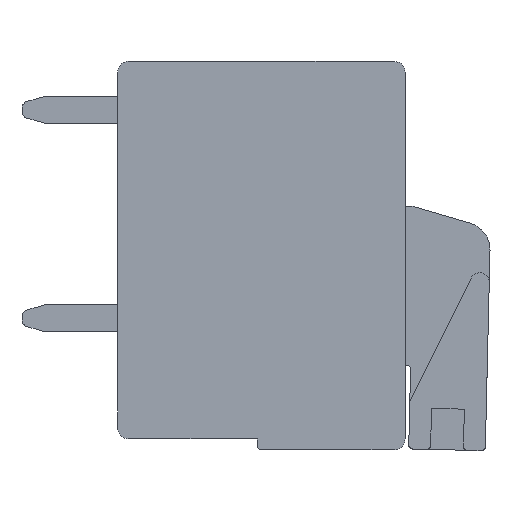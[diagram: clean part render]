
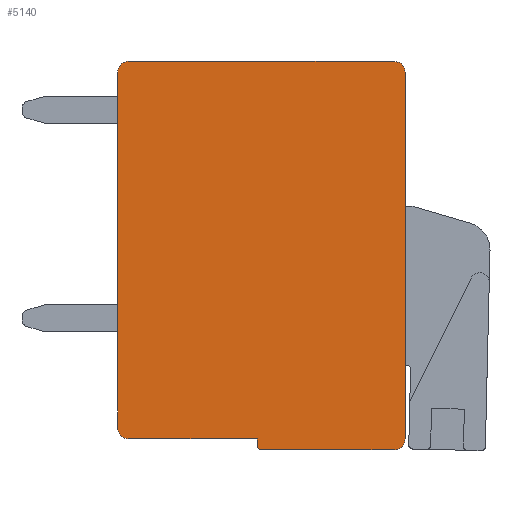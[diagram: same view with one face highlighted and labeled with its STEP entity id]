
A CAD part, front view. The second image highlights one B-rep face of the part: STEP entity #5140.
In plain terms, the highlighted planar face has unit normal (0, -1, 0).
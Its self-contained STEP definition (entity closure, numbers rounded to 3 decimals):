
#1=CARTESIAN_POINT('',(5.25,0.,-14.05));
#2=DIRECTION('',(0.,1.,0.));
#3=DIRECTION('',(0.,0.,-1.));
#4=AXIS2_PLACEMENT_3D('',#1,#2,#3);
#6=DIRECTION('',(0.,0.,1.));
#7=VECTOR('',#6,0.25);
#8=CARTESIAN_POINT('',(5.1,0.,-14.05));
#9=LINE('',#8,#7);
#10=DIRECTION('',(-1.,0.,0.));
#11=VECTOR('',#10,4.7);
#12=CARTESIAN_POINT('',(5.1,0.,-13.8));
#13=LINE('',#12,#11);
#14=CARTESIAN_POINT('',(0.4,0.,-13.4));
#15=DIRECTION('',(0.,1.,0.));
#16=DIRECTION('',(0.,0.,-1.));
#17=AXIS2_PLACEMENT_3D('',#14,#15,#16);
#19=DIRECTION('',(0.,0.,1.));
#20=VECTOR('',#19,13.);
#21=CARTESIAN_POINT('',(0.,0.,-13.4));
#22=LINE('',#21,#20);
#23=CARTESIAN_POINT('',(0.4,0.,-0.4));
#24=DIRECTION('',(0.,1.,0.));
#25=DIRECTION('',(-1.,0.,0.));
#26=AXIS2_PLACEMENT_3D('',#23,#24,#25);
#28=DIRECTION('',(1.,0.,0.));
#29=VECTOR('',#28,9.7);
#30=CARTESIAN_POINT('',(0.4,0.,0.));
#31=LINE('',#30,#29);
#32=CARTESIAN_POINT('',(10.1,0.,-0.4));
#33=DIRECTION('',(0.,1.,0.));
#34=DIRECTION('',(0.,0.,1.));
#35=AXIS2_PLACEMENT_3D('',#32,#33,#34);
#37=DIRECTION('',(0.,0.,-1.));
#38=VECTOR('',#37,13.4);
#39=CARTESIAN_POINT('',(10.5,0.,-0.4));
#40=LINE('',#39,#38);
#41=CARTESIAN_POINT('',(10.1,0.,-13.8));
#42=DIRECTION('',(0.,1.,0.));
#43=DIRECTION('',(1.,0.,0.));
#44=AXIS2_PLACEMENT_3D('',#41,#42,#43);
#46=DIRECTION('',(-1.,0.,0.));
#47=VECTOR('',#46,4.85);
#48=CARTESIAN_POINT('',(10.1,0.,-14.2));
#49=LINE('',#48,#47);
#3899=CARTESIAN_POINT('',(5.25,0.,-14.2));
#3900=CARTESIAN_POINT('',(5.1,0.,-14.05));
#3901=VERTEX_POINT('',#3899);
#3902=VERTEX_POINT('',#3900);
#3903=CARTESIAN_POINT('',(5.1,0.,-13.8));
#3904=VERTEX_POINT('',#3903);
#3905=CARTESIAN_POINT('',(0.4,0.,-13.8));
#3906=VERTEX_POINT('',#3905);
#3907=CARTESIAN_POINT('',(0.,0.,-13.4));
#3908=VERTEX_POINT('',#3907);
#3909=CARTESIAN_POINT('',(0.,0.,-0.4));
#3910=VERTEX_POINT('',#3909);
#3911=CARTESIAN_POINT('',(0.4,0.,0.));
#3912=VERTEX_POINT('',#3911);
#3913=CARTESIAN_POINT('',(10.1,0.,0.));
#3914=VERTEX_POINT('',#3913);
#3915=CARTESIAN_POINT('',(10.5,0.,-0.4));
#3916=VERTEX_POINT('',#3915);
#3917=CARTESIAN_POINT('',(10.5,0.,-13.8));
#3918=VERTEX_POINT('',#3917);
#3919=CARTESIAN_POINT('',(10.1,0.,-14.2));
#3920=VERTEX_POINT('',#3919);
#5111=CARTESIAN_POINT('',(0.,0.,0.));
#5112=DIRECTION('',(0.,1.,0.));
#5113=DIRECTION('',(1.,0.,0.));
#5114=AXIS2_PLACEMENT_3D('',#5111,#5112,#5113);
#5115=PLANE('',#5114);
#5117=ORIENTED_EDGE('',*,*,#5116,.T.);
#5119=ORIENTED_EDGE('',*,*,#5118,.T.);
#5121=ORIENTED_EDGE('',*,*,#5120,.T.);
#5123=ORIENTED_EDGE('',*,*,#5122,.T.);
#5125=ORIENTED_EDGE('',*,*,#5124,.T.);
#5127=ORIENTED_EDGE('',*,*,#5126,.T.);
#5129=ORIENTED_EDGE('',*,*,#5128,.T.);
#5131=ORIENTED_EDGE('',*,*,#5130,.T.);
#5133=ORIENTED_EDGE('',*,*,#5132,.T.);
#5135=ORIENTED_EDGE('',*,*,#5134,.T.);
#5137=ORIENTED_EDGE('',*,*,#5136,.T.);
#5138=EDGE_LOOP('',(#5117,#5119,#5121,#5123,#5125,#5127,#5129,#5131,#5133,#5135,
#5137));
#5139=FACE_OUTER_BOUND('',#5138,.F.);
#5=CIRCLE('',#4,0.15);
#18=CIRCLE('',#17,0.4);
#27=CIRCLE('',#26,0.4);
#36=CIRCLE('',#35,0.4);
#45=CIRCLE('',#44,0.4);
#5116=EDGE_CURVE('',#3901,#3902,#5,.T.);
#5118=EDGE_CURVE('',#3902,#3904,#9,.T.);
#5120=EDGE_CURVE('',#3904,#3906,#13,.T.);
#5122=EDGE_CURVE('',#3906,#3908,#18,.T.);
#5124=EDGE_CURVE('',#3908,#3910,#22,.T.);
#5126=EDGE_CURVE('',#3910,#3912,#27,.T.);
#5128=EDGE_CURVE('',#3912,#3914,#31,.T.);
#5130=EDGE_CURVE('',#3914,#3916,#36,.T.);
#5132=EDGE_CURVE('',#3916,#3918,#40,.T.);
#5134=EDGE_CURVE('',#3918,#3920,#45,.T.);
#5136=EDGE_CURVE('',#3920,#3901,#49,.T.);
#5140=ADVANCED_FACE('',(#5139),#5115,.F.);
